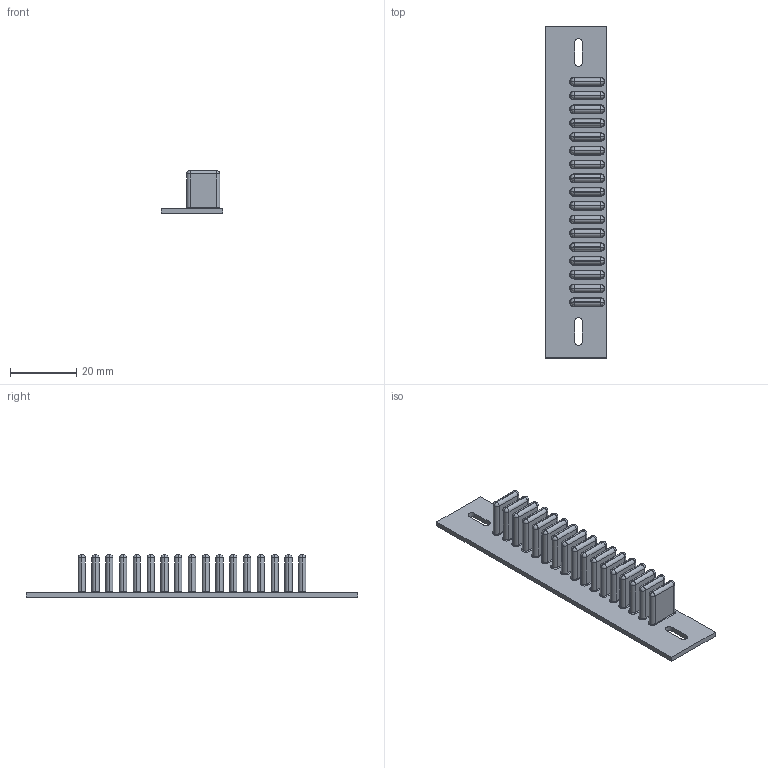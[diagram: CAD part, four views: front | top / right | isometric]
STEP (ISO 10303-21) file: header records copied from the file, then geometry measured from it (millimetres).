
FILE_DESCRIPTION (( 'STEP AP203' ), '1' );
FILE_NAME ('SB_B2R2p2.STEP', '2021-03-31T08:32:22', ( '' ), ( '' ), 'SwSTEP 2.0', 'SolidWorks 2020', '' );
FILE_SCHEMA (( 'CONFIG_CONTROL_DESIGN' ));
Length unit declared in the file: millimetre
Products named in the file (1): SB_B2R2p2
Bounding box: 18.5 x 100 x 12.9 mm (x, y, z)
Volume: 6633.4 mm3; surface area: 8189.3 mm2
Topology: 1 solids, 1 shells, 303 faces, 699 edges, 415 vertices
Faces by surface type: cylinder 123, torus 119, plane 61
Entity records: 8724 total; most frequent: DIRECTION 1757, CARTESIAN_POINT 1418, ORIENTED_EDGE 1398, AXIS2_PLACEMENT_3D 754, EDGE_CURVE 699, CIRCLE 450, VERTEX_POINT 415, EDGE_LOOP 324
